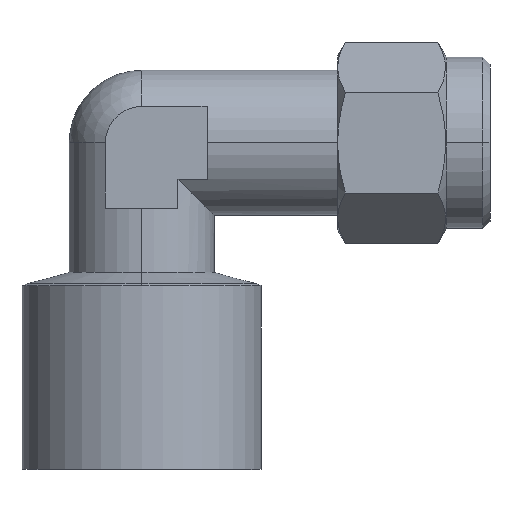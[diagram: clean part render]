
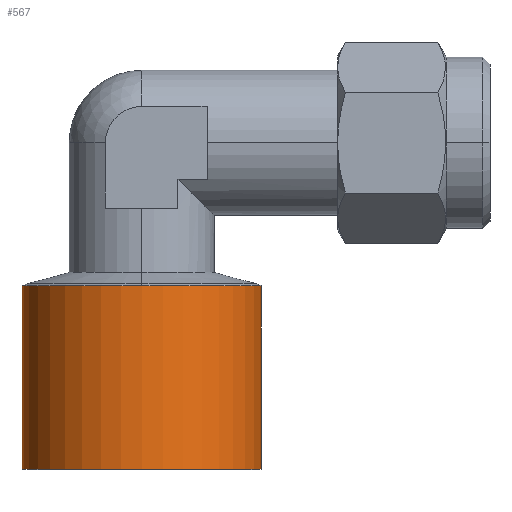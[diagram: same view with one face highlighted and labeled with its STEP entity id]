
A CAD part, top view. The second image highlights one B-rep face of the part: STEP entity #567.
In plain terms, the highlighted cylindrical face has radius 8.25 mm (diameter 16.5 mm), a partial arc.
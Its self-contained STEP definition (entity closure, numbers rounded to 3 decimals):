
#24 = VERTEX_POINT ( 'NONE', #1463 ) ;
#48 = VERTEX_POINT ( 'NONE', #1396 ) ;
#53 = VERTEX_POINT ( 'NONE', #1523 ) ;
#65 = VERTEX_POINT ( 'NONE', #1511 ) ;
#74 = VERTEX_POINT ( 'NONE', #1486 ) ;
#127 = CARTESIAN_POINT ( 'NONE',  ( 0., 13.148, 0. ) ) ;
#130 = DIRECTION ( 'NONE',  ( 0., 0., -1. ) ) ;
#133 = DIRECTION ( 'NONE',  ( 0., 1., 0. ) ) ;
#142 = CARTESIAN_POINT ( 'NONE',  ( 8.25, -4.5, 0. ) ) ;
#144 = DIRECTION ( 'NONE',  ( 1., 0., 0. ) ) ;
#145 = DIRECTION ( 'NONE',  ( 0., -1., 0. ) ) ;
#146 = CARTESIAN_POINT ( 'NONE',  ( 0., 0.5, 0. ) ) ;
#157 = DIRECTION ( 'NONE',  ( 0., -1., 0. ) ) ;
#158 = DIRECTION ( 'NONE',  ( 0., 0., -1. ) ) ;
#161 = DIRECTION ( 'NONE',  ( 0., 1., 0. ) ) ;
#164 = CARTESIAN_POINT ( 'NONE',  ( -8.25, -4.5, 0. ) ) ;
#167 = DIRECTION ( 'NONE',  ( 0., -1., 0. ) ) ;
#175 = CARTESIAN_POINT ( 'NONE',  ( 0., 13.148, 0. ) ) ;
#323 = EDGE_CURVE ( 'NONE', #74, #53, #1080, .T. ) ;
#324 = EDGE_CURVE ( 'NONE', #74, #48, #1083, .T. ) ;
#325 = EDGE_CURVE ( 'NONE', #65, #48, #1085, .T. ) ;
#326 = EDGE_CURVE ( 'NONE', #24, #65, #1086, .T. ) ;
#327 = EDGE_CURVE ( 'NONE', #53, #24, #1088, .T. ) ;
#449 = AXIS2_PLACEMENT_3D ( 'NONE', #175, #161, #158 ) ;
#450 = AXIS2_PLACEMENT_3D ( 'NONE', #146, #145, #144 ) ;
#451 = AXIS2_PLACEMENT_3D ( 'NONE', #127, #133, #130 ) ;
#567 = ADVANCED_FACE ( 'NONE', ( #1294 ), #1298, .T. ) ;
#941 = EDGE_LOOP ( 'NONE', ( #974, #1026, #1001, #984, #983 ) ) ;
#974 = ORIENTED_EDGE ( 'NONE', *, *, #323, .F. ) ;
#983 = ORIENTED_EDGE ( 'NONE', *, *, #327, .F. ) ;
#984 = ORIENTED_EDGE ( 'NONE', *, *, #326, .F. ) ;
#1001 = ORIENTED_EDGE ( 'NONE', *, *, #325, .F. ) ;
#1026 = ORIENTED_EDGE ( 'NONE', *, *, #324, .T. ) ;
#1080 = CIRCLE ( 'NONE', #449, 8.25 ) ;
#1083 = LINE ( 'NONE', #164, #1087 ) ;
#1085 = CIRCLE ( 'NONE', #450, 8.25 ) ;
#1086 = LINE ( 'NONE', #142, #1090 ) ;
#1087 = VECTOR ( 'NONE', #167, 1000. ) ;
#1088 = CIRCLE ( 'NONE', #451, 8.25 ) ;
#1090 = VECTOR ( 'NONE', #157, 1000. ) ;
#1294 = FACE_OUTER_BOUND ( 'NONE', #941, .T. ) ;
#1298 = CYLINDRICAL_SURFACE ( 'NONE', #1782, 8.25 ) ;
#1332 = DIRECTION ( 'NONE',  ( 1., 0., 0. ) ) ;
#1334 = CARTESIAN_POINT ( 'NONE',  ( 0., -4.5, 0. ) ) ;
#1335 = DIRECTION ( 'NONE',  ( 0., -1., 0. ) ) ;
#1396 = CARTESIAN_POINT ( 'NONE',  ( -8.25, 0.5, 0. ) ) ;
#1463 = CARTESIAN_POINT ( 'NONE',  ( 8.25, 13.148, 0. ) ) ;
#1486 = CARTESIAN_POINT ( 'NONE',  ( -8.25, 13.148, 0. ) ) ;
#1511 = CARTESIAN_POINT ( 'NONE',  ( 8.25, 0.5, 0. ) ) ;
#1523 = CARTESIAN_POINT ( 'NONE',  ( 0., 13.148, 8.25 ) ) ;
#1782 = AXIS2_PLACEMENT_3D ( 'NONE', #1334, #1335, #1332 ) ;
